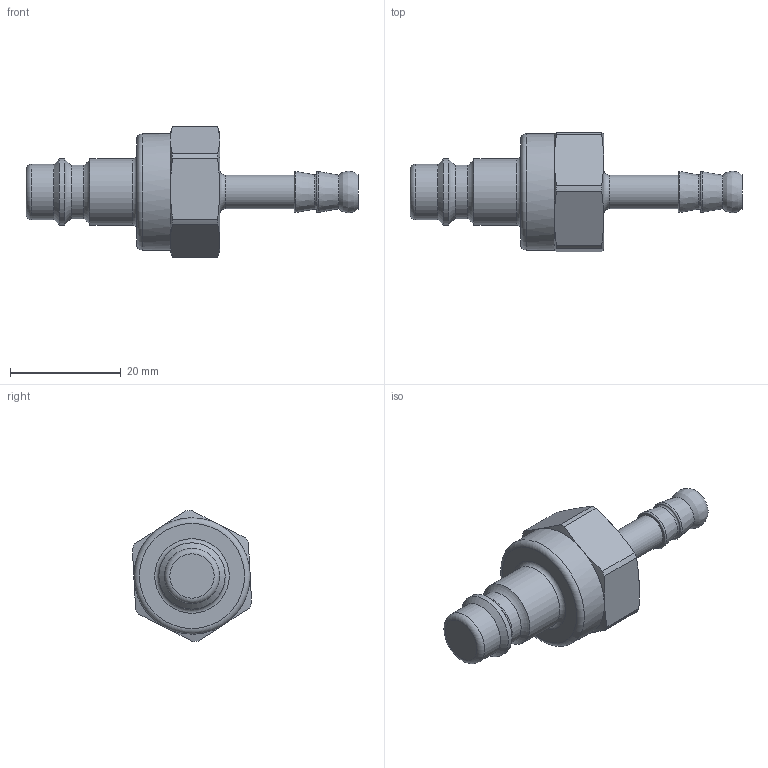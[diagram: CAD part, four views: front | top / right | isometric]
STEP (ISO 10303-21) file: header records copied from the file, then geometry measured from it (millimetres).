
FILE_DESCRIPTION((''),'2;1');
FILE_NAME('26srtf06mxx.stp','2012-06-29T09:45:39',('AS035480'),(''),'Autodesk Inventor 2011','Autodesk Inventor 2011','');
FILE_SCHEMA(('AUTOMOTIVE_DESIGN { 1 0 10303 214 1 1 1 1 }'));
Length unit declared in the file: millimetre
Products named in the file (1): D103763
Bounding box: 60 x 21.57 x 23.7 mm (x, y, z)
Volume: 8237.8 mm3; surface area: 2968.5 mm2
Topology: 1 solids, 1 shells, 49 faces, 103 edges, 60 vertices
Faces by surface type: cone 15, cylinder 12, plane 12, torus 9, bspline 1
Full cylindrical faces by diameter (mm): 6.1 x1, 9.75 x1, 10 x1, 12 x2, 21 x1
Entity records: 1272 total; most frequent: CARTESIAN_POINT 266, DIRECTION 204, ORIENTED_EDGE 166, AXIS2_PLACEMENT_3D 96, EDGE_CURVE 83, EDGE_LOOP 72, VERTEX_POINT 59, STYLED_ITEM 50
